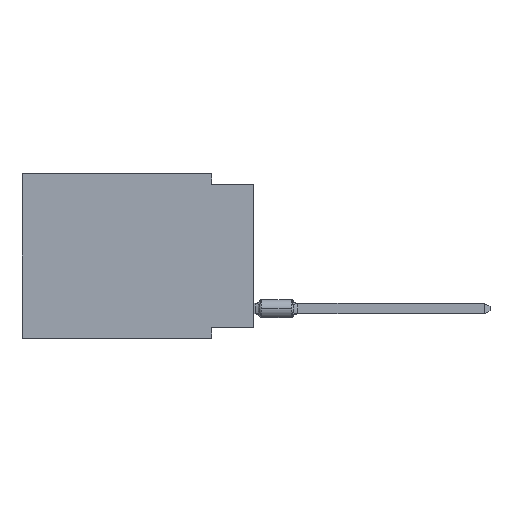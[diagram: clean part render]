
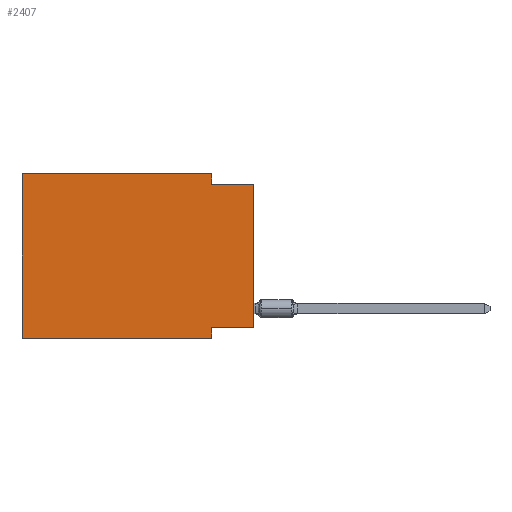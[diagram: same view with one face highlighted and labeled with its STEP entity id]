
A CAD part, left-side view. The second image highlights one B-rep face of the part: STEP entity #2407.
In plain terms, the highlighted planar face has unit normal (-1, 0, 0).
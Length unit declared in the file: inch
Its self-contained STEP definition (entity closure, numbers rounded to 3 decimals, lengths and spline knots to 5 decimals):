
#59 = DIRECTION ( 'NONE',  ( 0., -1., 0. ) ) ;
#360 = ORIENTED_EDGE ( 'NONE', *, *, #11491, .T. ) ;
#1232 = EDGE_CURVE ( 'NONE', #11798, #1828, #5799, .T. ) ;
#1378 = CARTESIAN_POINT ( 'NONE',  ( 0., 0.1, -0.39 ) ) ;
#1828 = VERTEX_POINT ( 'NONE', #13794 ) ;
#2407 = ADVANCED_FACE ( 'NONE', ( #9294 ), #13012, .F. ) ;
#2735 = VECTOR ( 'NONE', #8719, 39.37008 ) ;
#2929 = CARTESIAN_POINT ( 'NONE',  ( 0., 0.55, 0. ) ) ;
#3370 = CARTESIAN_POINT ( 'NONE',  ( 0., 0., -0.365 ) ) ;
#3517 = DIRECTION ( 'NONE',  ( 1., 0., 0. ) ) ;
#3672 = LINE ( 'NONE', #11010, #18882 ) ;
#3868 = DIRECTION ( 'NONE',  ( 0., 0., 1. ) ) ;
#3887 = EDGE_CURVE ( 'NONE', #19595, #10248, #14973, .T. ) ;
#4619 = DIRECTION ( 'NONE',  ( 0., 0., 1. ) ) ;
#4732 = CARTESIAN_POINT ( 'NONE',  ( 0., 0.55, -0.39 ) ) ;
#4856 = LINE ( 'NONE', #4732, #17759 ) ;
#5156 = ORIENTED_EDGE ( 'NONE', *, *, #1232, .T. ) ;
#5413 = EDGE_CURVE ( 'NONE', #23608, #1828, #3672, .T. ) ;
#5529 = LINE ( 'NONE', #3370, #19438 ) ;
#5677 = VECTOR ( 'NONE', #9591, 39.37008 ) ;
#5799 = LINE ( 'NONE', #10970, #22721 ) ;
#6099 = CARTESIAN_POINT ( 'NONE',  ( 0., 0.55, 0. ) ) ;
#7102 = VECTOR ( 'NONE', #4619, 39.37008 ) ;
#7849 = CARTESIAN_POINT ( 'NONE',  ( 0., 0.1, -0.025 ) ) ;
#8662 = CARTESIAN_POINT ( 'NONE',  ( 0., 0., -0.365 ) ) ;
#8719 = DIRECTION ( 'NONE',  ( 0., 0., -1. ) ) ;
#9150 = ORIENTED_EDGE ( 'NONE', *, *, #5413, .F. ) ;
#9294 = FACE_OUTER_BOUND ( 'NONE', #15793, .T. ) ;
#9591 = DIRECTION ( 'NONE',  ( 0., -1., 0. ) ) ;
#9847 = ORIENTED_EDGE ( 'NONE', *, *, #18166, .F. ) ;
#9948 = EDGE_CURVE ( 'NONE', #13573, #16912, #12200, .T. ) ;
#10248 = VERTEX_POINT ( 'NONE', #22740 ) ;
#10853 = DIRECTION ( 'NONE',  ( 0., 0., -1. ) ) ;
#10970 = CARTESIAN_POINT ( 'NONE',  ( 0., 0., 0. ) ) ;
#11010 = CARTESIAN_POINT ( 'NONE',  ( 0., 0., -0.025 ) ) ;
#11306 = EDGE_CURVE ( 'NONE', #10248, #23608, #18568, .T. ) ;
#11381 = CARTESIAN_POINT ( 'NONE',  ( 0., 0.1, 0. ) ) ;
#11491 = EDGE_CURVE ( 'NONE', #17661, #16912, #4856, .T. ) ;
#11798 = VERTEX_POINT ( 'NONE', #8662 ) ;
#12200 = LINE ( 'NONE', #1378, #2735 ) ;
#13012 = PLANE ( 'NONE',  #21987 ) ;
#13573 = VERTEX_POINT ( 'NONE', #17771 ) ;
#13794 = CARTESIAN_POINT ( 'NONE',  ( 0., 0., -0.025 ) ) ;
#14973 = LINE ( 'NONE', #6099, #5677 ) ;
#15007 = CARTESIAN_POINT ( 'NONE',  ( 0., 0.1, -0.39 ) ) ;
#15081 = ORIENTED_EDGE ( 'NONE', *, *, #9948, .F. ) ;
#15793 = EDGE_LOOP ( 'NONE', ( #5156, #9150, #19648, #21361, #9847, #360, #15081, #18189 ) ) ;
#16912 = VERTEX_POINT ( 'NONE', #15007 ) ;
#17661 = VERTEX_POINT ( 'NONE', #20447 ) ;
#17759 = VECTOR ( 'NONE', #21427, 39.37008 ) ;
#17771 = CARTESIAN_POINT ( 'NONE',  ( 0., 0.1, -0.365 ) ) ;
#18166 = EDGE_CURVE ( 'NONE', #17661, #19595, #21067, .T. ) ;
#18189 = ORIENTED_EDGE ( 'NONE', *, *, #21555, .F. ) ;
#18535 = VECTOR ( 'NONE', #18811, 39.37008 ) ;
#18568 = LINE ( 'NONE', #11381, #18535 ) ;
#18811 = DIRECTION ( 'NONE',  ( 0., 0., -1. ) ) ;
#18882 = VECTOR ( 'NONE', #59, 39.37008 ) ;
#19438 = VECTOR ( 'NONE', #19932, 39.37008 ) ;
#19595 = VERTEX_POINT ( 'NONE', #19891 ) ;
#19648 = ORIENTED_EDGE ( 'NONE', *, *, #11306, .F. ) ;
#19891 = CARTESIAN_POINT ( 'NONE',  ( 0., 0.55, 0. ) ) ;
#19932 = DIRECTION ( 'NONE',  ( 0., 1., 0. ) ) ;
#20447 = CARTESIAN_POINT ( 'NONE',  ( 0., 0.55, -0.39 ) ) ;
#21067 = LINE ( 'NONE', #2929, #7102 ) ;
#21361 = ORIENTED_EDGE ( 'NONE', *, *, #3887, .F. ) ;
#21427 = DIRECTION ( 'NONE',  ( 0., -1., 0. ) ) ;
#21555 = EDGE_CURVE ( 'NONE', #11798, #13573, #5529, .T. ) ;
#21770 = CARTESIAN_POINT ( 'NONE',  ( 0., 0.55, 0. ) ) ;
#21987 = AXIS2_PLACEMENT_3D ( 'NONE', #21770, #3517, #10853 ) ;
#22721 = VECTOR ( 'NONE', #3868, 39.37008 ) ;
#22740 = CARTESIAN_POINT ( 'NONE',  ( 0., 0.1, 0. ) ) ;
#23608 = VERTEX_POINT ( 'NONE', #7849 ) ;
